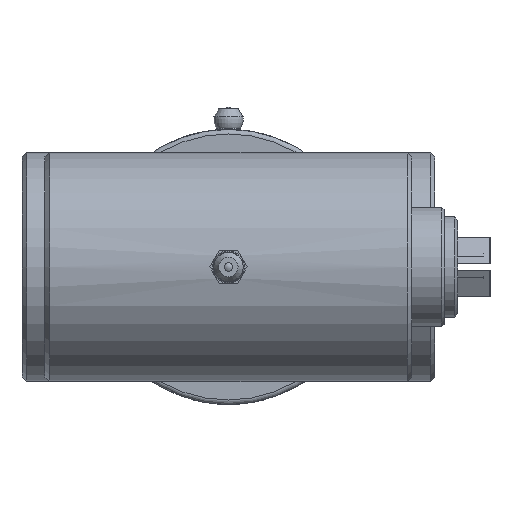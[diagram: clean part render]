
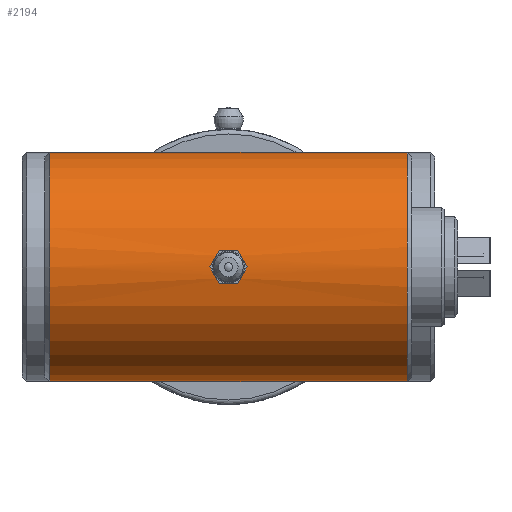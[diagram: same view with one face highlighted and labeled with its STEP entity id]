
A CAD part, left-side view. The second image highlights one B-rep face of the part: STEP entity #2194.
In plain terms, the highlighted cylindrical face has radius 25 mm (diameter 50 mm), a full revolution.
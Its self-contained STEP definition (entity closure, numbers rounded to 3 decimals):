
#191 = CARTESIAN_POINT ( 'NONE',  ( -49.895, 0.614, 2.289 ) ) ;
#386 = ORIENTED_EDGE ( 'NONE', *, *, #2903, .T. ) ;
#467 = CARTESIAN_POINT ( 'NONE',  ( -49.989, 2.244, 0.762 ) ) ;
#487 = VERTEX_POINT ( 'NONE', #4331 ) ;
#594 = CARTESIAN_POINT ( 'NONE',  ( -49.889, 0.31, -2.35 ) ) ;
#873 = CARTESIAN_POINT ( 'NONE',  ( -50., -2.365, 0.313 ) ) ;
#922 = ORIENTED_EDGE ( 'NONE', *, *, #1228, .F. ) ;
#958 = CARTESIAN_POINT ( 'NONE',  ( -49.937, -1.562, 1.783 ) ) ;
#1140 = CARTESIAN_POINT ( 'NONE',  ( -49.989, 2.244, -0.763 ) ) ;
#1228 = EDGE_CURVE ( 'NONE', #5547, #5547, #6492, .T. ) ;
#1306 = VERTEX_POINT ( 'NONE', #6405 ) ;
#1430 = AXIS2_PLACEMENT_3D ( 'NONE', #7818, #6602, #3955 ) ;
#1526 = CARTESIAN_POINT ( 'NONE',  ( -49.888, 0.158, 2.365 ) ) ;
#1790 = CARTESIAN_POINT ( 'NONE',  ( -49.916, 1.185, -2.052 ) ) ;
#1829 = CARTESIAN_POINT ( 'NONE',  ( -49.978, -2.125, -1.049 ) ) ;
#1874 = CARTESIAN_POINT ( 'NONE',  ( -49.915, -1.19, -2.067 ) ) ;
#1916 = CARTESIAN_POINT ( 'NONE',  ( -49.999, 2.35, 0.307 ) ) ;
#2105 = AXIS2_PLACEMENT_3D ( 'NONE', #7579, #5676, #4890 ) ;
#2179 = CARTESIAN_POINT ( 'NONE',  ( -49.895, -0.61, 2.29 ) ) ;
#2194 = ADVANCED_FACE ( 'NONE', ( #7220, #3405, #5953 ), #5383, .T. ) ;
#2424 = EDGE_LOOP ( 'NONE', ( #7638 ) ) ;
#2446 = CARTESIAN_POINT ( 'NONE',  ( -49.916, 1.187, 2.052 ) ) ;
#2535 = CARTESIAN_POINT ( 'NONE',  ( -50., 2.365, 0.154 ) ) ;
#2685 = CARTESIAN_POINT ( 'NONE',  ( -50., -2.365, 0. ) ) ;
#2891 = CARTESIAN_POINT ( 'NONE',  ( -49.899, -0.761, 2.245 ) ) ;
#2903 = EDGE_CURVE ( 'NONE', #1306, #1306, #5208, .T. ) ;
#2905 = DIRECTION ( 'NONE',  ( 1., 0., 0. ) ) ;
#3031 = CARTESIAN_POINT ( 'NONE',  ( -49.973, 2.068, 1.189 ) ) ;
#3116 = CARTESIAN_POINT ( 'NONE',  ( -49.972, -2.053, -1.185 ) ) ;
#3153 = CARTESIAN_POINT ( 'NONE',  ( -49.937, 1.561, -1.783 ) ) ;
#3199 = CARTESIAN_POINT ( 'NONE',  ( -49.999, 2.349, -0.312 ) ) ;
#3356 = CARTESIAN_POINT ( 'NONE',  ( -49.909, -1.047, 2.126 ) ) ;
#3405 = FACE_OUTER_BOUND ( 'NONE', #6758, .T. ) ;
#3451 = CARTESIAN_POINT ( 'NONE',  ( -49.888, -0.154, 2.365 ) ) ;
#3474 = EDGE_LOOP ( 'NONE', ( #386 ) ) ;
#3693 = CARTESIAN_POINT ( 'NONE',  ( -50., -2.365, -0.156 ) ) ;
#3772 = CARTESIAN_POINT ( 'NONE',  ( -49.888, 0.153, -2.365 ) ) ;
#3813 = CARTESIAN_POINT ( 'NONE',  ( -49.993, -2.29, -0.612 ) ) ;
#3850 = CARTESIAN_POINT ( 'NONE',  ( -49.999, -2.35, -0.31 ) ) ;
#3955 = DIRECTION ( 'NONE',  ( 1., 0., 0. ) ) ;
#4120 = AXIS2_PLACEMENT_3D ( 'NONE', #6054, #4222, #2905 ) ;
#4222 = DIRECTION ( 'NONE',  ( 0., -1., 0. ) ) ;
#4243 = EDGE_CURVE ( 'NONE', #487, #487, #7538, .T. ) ;
#4331 = CARTESIAN_POINT ( 'NONE',  ( -50., -2.365, 0. ) ) ;
#4351 = CARTESIAN_POINT ( 'NONE',  ( -49.929, 1.442, -1.881 ) ) ;
#4441 = CARTESIAN_POINT ( 'NONE',  ( -49.894, -0.621, -2.303 ) ) ;
#4754 = CARTESIAN_POINT ( 'NONE',  ( -50., -2.365, 0. ) ) ;
#4890 = DIRECTION ( 'NONE',  ( 1., 0., 0. ) ) ;
#5019 = CARTESIAN_POINT ( 'NONE',  ( -49.91, 1.051, 2.124 ) ) ;
#5208 = CIRCLE ( 'NONE', #2105, 25. ) ;
#5263 = CARTESIAN_POINT ( 'NONE',  ( -49.978, 2.125, -1.049 ) ) ;
#5383 = CYLINDRICAL_SURFACE ( 'NONE', #1430, 25. ) ;
#5547 = VERTEX_POINT ( 'NONE', #6285 ) ;
#5598 = CARTESIAN_POINT ( 'NONE',  ( -49.937, 1.565, 1.78 ) ) ;
#5636 = CARTESIAN_POINT ( 'NONE',  ( -49.929, 1.443, 1.88 ) ) ;
#5676 = DIRECTION ( 'NONE',  ( 0., -1., 0. ) ) ;
#5723 = CARTESIAN_POINT ( 'NONE',  ( -49.951, 1.782, -1.563 ) ) ;
#5765 = CARTESIAN_POINT ( 'NONE',  ( -50., 2.365, -0.155 ) ) ;
#5953 = FACE_BOUND ( 'NONE', #2424, .T. ) ;
#5994 = CARTESIAN_POINT ( 'NONE',  ( -49.889, -0.308, 2.35 ) ) ;
#6054 = CARTESIAN_POINT ( 'NONE',  ( -25., -39., 0. ) ) ;
#6075 = CARTESIAN_POINT ( 'NONE',  ( -49.978, -2.125, 1.05 ) ) ;
#6207 = CARTESIAN_POINT ( 'NONE',  ( -49.993, 2.29, 0.612 ) ) ;
#6251 = CARTESIAN_POINT ( 'NONE',  ( -49.959, 1.892, 1.452 ) ) ;
#6285 = CARTESIAN_POINT ( 'NONE',  ( 0., -39., 0. ) ) ;
#6293 = CARTESIAN_POINT ( 'NONE',  ( -49.909, 1.047, -2.126 ) ) ;
#6327 = CARTESIAN_POINT ( 'NONE',  ( -49.959, -1.881, -1.442 ) ) ;
#6366 = CARTESIAN_POINT ( 'NONE',  ( -49.951, -1.781, -1.563 ) ) ;
#6405 = CARTESIAN_POINT ( 'NONE',  ( 0., 39., 0. ) ) ;
#6492 = CIRCLE ( 'NONE', #4120, 25. ) ;
#6599 = CARTESIAN_POINT ( 'NONE',  ( -49.929, -1.44, 1.882 ) ) ;
#6602 = DIRECTION ( 'NONE',  ( 0., -1., 0. ) ) ;
#6644 = CARTESIAN_POINT ( 'NONE',  ( -49.899, 0.765, 2.243 ) ) ;
#6680 = CARTESIAN_POINT ( 'NONE',  ( -49.916, -1.183, 2.054 ) ) ;
#6758 = EDGE_LOOP ( 'NONE', ( #922 ) ) ;
#6855 = CARTESIAN_POINT ( 'NONE',  ( -49.895, 0.613, -2.289 ) ) ;
#6903 = CARTESIAN_POINT ( 'NONE',  ( -49.888, -0.31, -2.365 ) ) ;
#6986 = CARTESIAN_POINT ( 'NONE',  ( -49.899, 0.761, -2.245 ) ) ;
#7171 = CARTESIAN_POINT ( 'NONE',  ( -49.972, -2.051, 1.188 ) ) ;
#7219 = CARTESIAN_POINT ( 'NONE',  ( -49.951, -1.78, 1.565 ) ) ;
#7220 = FACE_OUTER_BOUND ( 'NONE', #3474, .T. ) ;
#7305 = CARTESIAN_POINT ( 'NONE',  ( -49.958, -1.878, 1.446 ) ) ;
#7536 = CARTESIAN_POINT ( 'NONE',  ( -49.929, -1.454, -1.891 ) ) ;
#7538 = B_SPLINE_CURVE_WITH_KNOTS ( 'NONE', 3,
 ( #2685, #3693, #3850, #3813, #8213, #1829, #3116, #6327, #6366, #7536, #1874, #4441, #6903, #3772, #594, #6855, #6986, #6293, #1790, #4351, #3153, #5723, #8260, #7774, #5263, #1140, #7627, #3199, #5765, #2535, #1916, #6207, #467, #3031, #6251, #5598, #5636, #2446, #5019, #6644, #191, #7943, #1526, #3451, #5994, #2179, #2891, #3356, #6680, #6599, #958, #7219, #7305, #7171, #6075, #7815, #873, #4754 ),
 .UNSPECIFIED., .T., .F.,
 ( 4, 2, 2, 2, 2, 2, 2, 2, 2, 2, 2, 2, 2, 2, 2, 2, 2, 2, 2, 2, 2, 2, 2, 2, 2, 2, 2, 2, 4 ),
 ( 0., 0., 0.001, 0.001, 0.002, 0.003, 0.004, 0.004, 0.005, 0.005, 0.006, 0.006, 0.006, 0.007, 0.007, 0.008, 0.008, 0.009, 0.01, 0.01, 0.011, 0.011, 0.012, 0.012, 0.012, 0.013, 0.013, 0.014, 0.015 ),
 .UNSPECIFIED. ) ;
#7579 = CARTESIAN_POINT ( 'NONE',  ( -25., 39., 0. ) ) ;
#7627 = CARTESIAN_POINT ( 'NONE',  ( -49.993, 2.289, -0.615 ) ) ;
#7638 = ORIENTED_EDGE ( 'NONE', *, *, #4243, .T. ) ;
#7774 = CARTESIAN_POINT ( 'NONE',  ( -49.972, 2.051, -1.187 ) ) ;
#7815 = CARTESIAN_POINT ( 'NONE',  ( -49.994, -2.302, 0.623 ) ) ;
#7818 = CARTESIAN_POINT ( 'NONE',  ( -25., -45., 0. ) ) ;
#7943 = CARTESIAN_POINT ( 'NONE',  ( -49.889, 0.312, 2.349 ) ) ;
#8213 = CARTESIAN_POINT ( 'NONE',  ( -49.989, -2.244, -0.763 ) ) ;
#8260 = CARTESIAN_POINT ( 'NONE',  ( -49.959, 1.88, -1.443 ) ) ;
